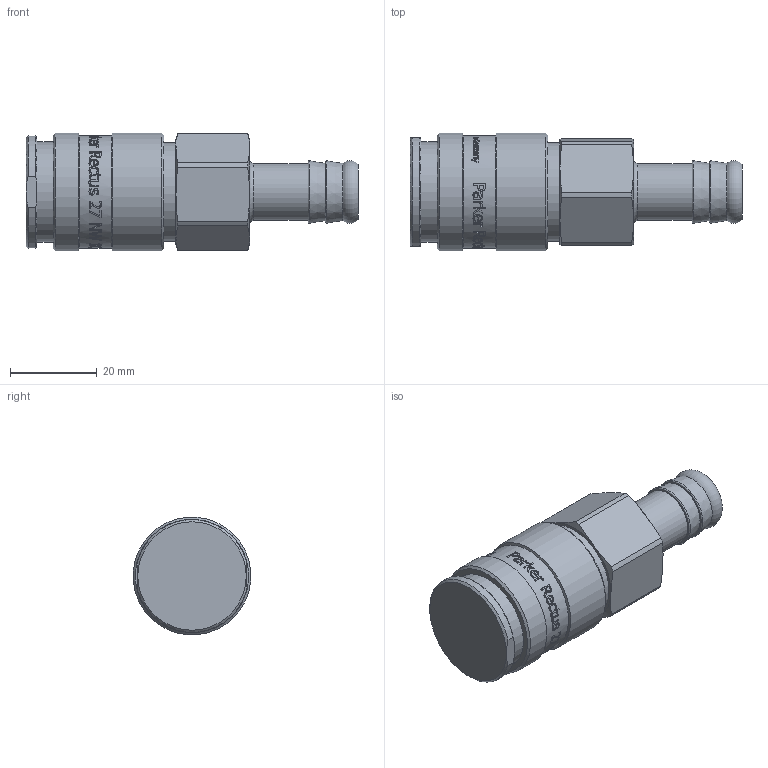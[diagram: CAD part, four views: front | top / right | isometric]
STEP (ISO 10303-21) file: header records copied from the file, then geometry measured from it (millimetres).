
FILE_DESCRIPTION((''),'2;1');
FILE_NAME('27kbtf13rvx.stp','2013-04-24T10:27:58',('IA176480'),(''),'Autodesk Inventor 2011','Autodesk Inventor 2011','');
FILE_SCHEMA(('AUTOMOTIVE_DESIGN { 1 0 10303 214 1 1 1 1 }'));
Length unit declared in the file: millimetre
Products named in the file (1): D106464
Bounding box: 76.5 x 27.05 x 27.05 mm (x, y, z)
Volume: 28353.5 mm3; surface area: 11331.9 mm2
Topology: 2 solids, 3 shells, 832 faces, 2237 edges, 1482 vertices
Faces by surface type: bspline 385, plane 323, cylinder 89, cone 31, torus 4
Full cylindrical faces by diameter (mm): 13.1 x1, 18.999 x1, 19 x1, 20 x1, 20.3 x1, 20.95 x1, 22.75 x1, 23.1 x1, 23.35 x1, 23.55 x1, 26 x1, 27.15 x2
Entity records: 126344 total; most frequent: CARTESIAN_POINT 107987, ORIENTED_EDGE 4384, DIRECTION 2215, EDGE_CURVE 2192, VERTEX_POINT 1472, B_SPLINE_CURVE_WITH_KNOTS 1066, EDGE_LOOP 938, VECTOR 865
